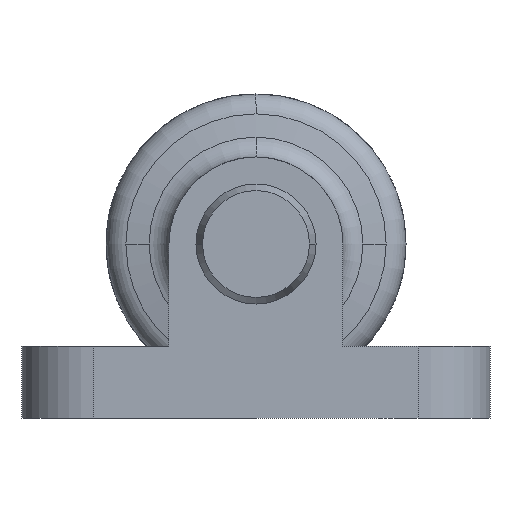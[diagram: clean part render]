
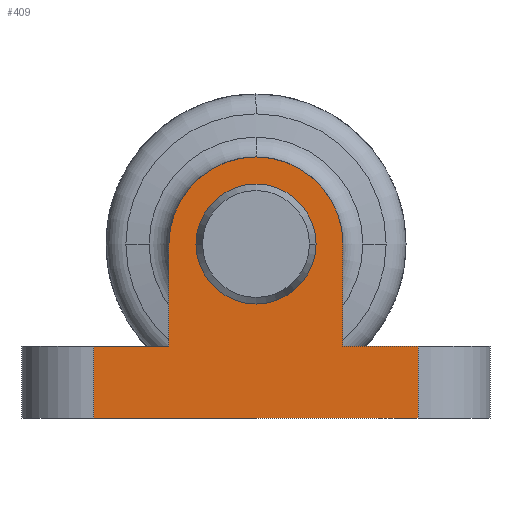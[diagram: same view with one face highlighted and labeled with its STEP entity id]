
A CAD part, left-side view. The second image highlights one B-rep face of the part: STEP entity #409.
In plain terms, the highlighted planar face has unit normal (-1, 0, 0).
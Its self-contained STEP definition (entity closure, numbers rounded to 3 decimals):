
#409=ADVANCED_FACE('',(#1108,#1109),#1110,.T.);
#1108=FACE_BOUND('',#2103,.T.);
#1109=FACE_OUTER_BOUND('',#2104,.T.);
#1110=PLANE('',#2105);
#2103=EDGE_LOOP('',(#3248,#3249));
#2104=EDGE_LOOP('',(#3250,#3251,#3252,#3253,#3254,#3255,#3256,#3257,#3258));
#2105=AXIS2_PLACEMENT_3D('',#3259,#3260,#3261);
#3248=ORIENTED_EDGE('',*,*,#6098,.T.);
#3249=ORIENTED_EDGE('',*,*,#6043,.T.);
#3250=ORIENTED_EDGE('',*,*,#6110,.T.);
#3251=ORIENTED_EDGE('',*,*,#6104,.F.);
#3252=ORIENTED_EDGE('',*,*,#6094,.T.);
#3253=ORIENTED_EDGE('',*,*,#6050,.T.);
#3254=ORIENTED_EDGE('',*,*,#6107,.T.);
#3255=ORIENTED_EDGE('',*,*,#6125,.T.);
#3256=ORIENTED_EDGE('',*,*,#6132,.F.);
#3257=ORIENTED_EDGE('',*,*,#6133,.F.);
#3258=ORIENTED_EDGE('',*,*,#6134,.T.);
#3259=CARTESIAN_POINT('',(0.,0.0,-14.5));
#3260=DIRECTION('',(-1.0,0.,0.0));
#3261=DIRECTION('',(0.,-1.0,-0.0));
#6043=EDGE_CURVE('',#7241,#7249,#7251,.T.);
#6050=EDGE_CURVE('',#7254,#7262,#7264,.T.);
#6094=EDGE_CURVE('',#7326,#7254,#7327,.T.);
#6098=EDGE_CURVE('',#7249,#7241,#7332,.T.);
#6104=EDGE_CURVE('',#7326,#7337,#7340,.T.);
#6107=EDGE_CURVE('',#7262,#7342,#7345,.T.);
#6110=EDGE_CURVE('',#7348,#7337,#7349,.T.);
#6125=EDGE_CURVE('',#7342,#7371,#7373,.T.);
#6132=EDGE_CURVE('',#7382,#7371,#7383,.T.);
#6133=EDGE_CURVE('',#7384,#7382,#7385,.T.);
#6134=EDGE_CURVE('',#7384,#7348,#7386,.T.);
#7241=VERTEX_POINT('',#8965);
#7249=VERTEX_POINT('',#8974);
#7251=CIRCLE('',#8977,5.0);
#7254=VERTEX_POINT('',#8980);
#7262=VERTEX_POINT('',#8990);
#7264=CIRCLE('',#8993,7.25);
#7326=VERTEX_POINT('',#9075);
#7327=CIRCLE('',#9076,7.25);
#7332=CIRCLE('',#9082,5.0);
#7337=VERTEX_POINT('',#9087);
#7340=LINE('',#9092,#9093);
#7342=VERTEX_POINT('',#9095);
#7345=LINE('',#9099,#9100);
#7348=VERTEX_POINT('',#9104);
#7349=LINE('',#9105,#9106);
#7371=VERTEX_POINT('',#9134);
#7373=LINE('',#9136,#9137);
#7382=VERTEX_POINT('',#9148);
#7383=LINE('',#9149,#9150);
#7384=VERTEX_POINT('',#9151);
#7385=LINE('',#9152,#9153);
#7386=LINE('',#9154,#9155);
#8965=CARTESIAN_POINT('',(0.,0.,-5.0));
#8974=CARTESIAN_POINT('',(0.,0.,5.0));
#8977=AXIS2_PLACEMENT_3D('',#13370,#13371,#13372);
#8980=CARTESIAN_POINT('',(0.0,0.,7.25));
#8990=CARTESIAN_POINT('',(0.0,7.25,0.0));
#8993=AXIS2_PLACEMENT_3D('',#13382,#13383,#13384);
#9075=CARTESIAN_POINT('',(0.0,-7.25,0.0));
#9076=AXIS2_PLACEMENT_3D('',#13438,#13439,#13440);
#9082=AXIS2_PLACEMENT_3D('',#13445,#13446,#13447);
#9087=CARTESIAN_POINT('',(0.,-7.25,-8.5));
#9092=CARTESIAN_POINT('',(0.0,-7.25,-7.25));
#9093=VECTOR('',#13453,1.0);
#9095=CARTESIAN_POINT('',(0.,7.25,-8.5));
#9099=CARTESIAN_POINT('',(0.0,7.25,-7.25));
#9100=VECTOR('',#13455,1.0);
#9104=CARTESIAN_POINT('',(0.,-13.5,-8.5));
#9105=CARTESIAN_POINT('',(0.,-13.5,-8.5));
#9106=VECTOR('',#13457,1.0);
#9134=CARTESIAN_POINT('',(0.0,13.5,-8.5));
#9136=CARTESIAN_POINT('',(0.,-13.5,-8.5));
#9137=VECTOR('',#13485,1.0);
#9148=CARTESIAN_POINT('',(0.0,13.5,-14.5));
#9149=CARTESIAN_POINT('',(0.0,13.5,-14.5));
#9150=VECTOR('',#13497,1.0);
#9151=CARTESIAN_POINT('',(0.,-13.5,-14.5));
#9152=CARTESIAN_POINT('',(0.,-13.5,-14.5));
#9153=VECTOR('',#13498,1.0);
#9154=CARTESIAN_POINT('',(0.,-13.5,-14.5));
#9155=VECTOR('',#13499,1.0);
#13370=CARTESIAN_POINT('',(0.0,0.0,0.0));
#13371=DIRECTION('',(1.0,0.,0.0));
#13372=DIRECTION('',(0.0,0.0,-1.0));
#13382=CARTESIAN_POINT('',(0.0,0.0,0.0));
#13383=DIRECTION('',(-1.0,0.0,0.0));
#13384=DIRECTION('',(0.0,0.0,-1.0));
#13438=CARTESIAN_POINT('',(0.0,0.0,0.0));
#13439=DIRECTION('',(-1.0,0.0,0.0));
#13440=DIRECTION('',(0.0,0.0,-1.0));
#13445=CARTESIAN_POINT('',(0.0,0.0,0.0));
#13446=DIRECTION('',(1.0,0.,0.0));
#13447=DIRECTION('',(0.0,0.0,-1.0));
#13453=DIRECTION('',(0.0,0.0,-1.0));
#13455=DIRECTION('',(0.0,0.0,-1.0));
#13457=DIRECTION('',(0.,1.0,0.0));
#13485=DIRECTION('',(0.,1.0,0.0));
#13497=DIRECTION('',(0.0,0.0,1.0));
#13498=DIRECTION('',(0.,1.0,0.0));
#13499=DIRECTION('',(0.0,0.0,1.0));
